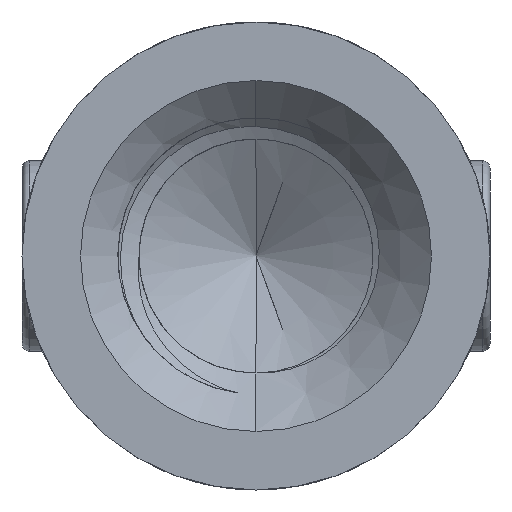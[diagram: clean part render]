
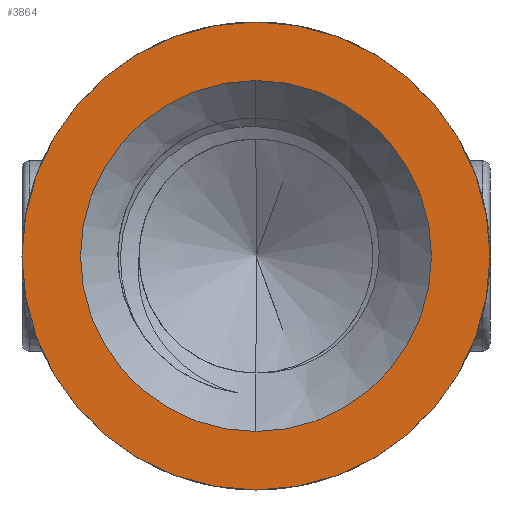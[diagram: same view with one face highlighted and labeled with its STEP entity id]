
A CAD part, left-side view. The second image highlights one B-rep face of the part: STEP entity #3864.
In plain terms, the highlighted planar face has unit normal (-1, 0, 0).
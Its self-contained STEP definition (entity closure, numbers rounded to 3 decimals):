
#195 = CARTESIAN_POINT ( 'NONE',  ( -41.635, 0., 4.5 ) ) ;
#752 = CIRCLE ( 'NONE', #4832, 6. ) ;
#822 = VERTEX_POINT ( 'NONE', #5609 ) ;
#974 = EDGE_CURVE ( 'NONE', #1913, #822, #1753, .T. ) ;
#1199 = EDGE_CURVE ( 'NONE', #1291, #4581, #752, .T. ) ;
#1236 = DIRECTION ( 'NONE',  ( 0., 0., -1. ) ) ;
#1291 = VERTEX_POINT ( 'NONE', #6043 ) ;
#1293 = CARTESIAN_POINT ( 'NONE',  ( -41.635, 0., 0. ) ) ;
#1462 = DIRECTION ( 'NONE',  ( 0., 0., -1. ) ) ;
#1540 = ORIENTED_EDGE ( 'NONE', *, *, #974, .T. ) ;
#1736 = ORIENTED_EDGE ( 'NONE', *, *, #1740, .T. ) ;
#1740 = EDGE_CURVE ( 'NONE', #822, #1913, #3837, .T. ) ;
#1753 = CIRCLE ( 'NONE', #2846, 4.5 ) ;
#1913 = VERTEX_POINT ( 'NONE', #195 ) ;
#1922 = CARTESIAN_POINT ( 'NONE',  ( -41.635, 0., 0. ) ) ;
#1924 = CARTESIAN_POINT ( 'NONE',  ( -41.635, 0., 0. ) ) ;
#1983 = AXIS2_PLACEMENT_3D ( 'NONE', #2339, #2375, #4330 ) ;
#2000 = ORIENTED_EDGE ( 'NONE', *, *, #5454, .F. ) ;
#2227 = ORIENTED_EDGE ( 'NONE', *, *, #1199, .F. ) ;
#2264 = EDGE_LOOP ( 'NONE', ( #1540, #1736 ) ) ;
#2339 = CARTESIAN_POINT ( 'NONE',  ( -41.635, 0., 0. ) ) ;
#2375 = DIRECTION ( 'NONE',  ( 1., 0., 0. ) ) ;
#2751 = AXIS2_PLACEMENT_3D ( 'NONE', #3302, #5165, #3760 ) ;
#2798 = FACE_OUTER_BOUND ( 'NONE', #5752, .T. ) ;
#2846 = AXIS2_PLACEMENT_3D ( 'NONE', #1922, #5729, #1462 ) ;
#2930 = DIRECTION ( 'NONE',  ( 0., 0., -1. ) ) ;
#3268 = FACE_BOUND ( 'NONE', #2264, .T. ) ;
#3302 = CARTESIAN_POINT ( 'NONE',  ( -41.635, 0., 0. ) ) ;
#3760 = DIRECTION ( 'NONE',  ( 0., 0., -1. ) ) ;
#3822 = DIRECTION ( 'NONE',  ( 1., 0., 0. ) ) ;
#3837 = CIRCLE ( 'NONE', #6041, 4.5 ) ;
#3864 = ADVANCED_FACE ( 'NONE', ( #3268, #2798 ), #6141, .F. ) ;
#3872 = CARTESIAN_POINT ( 'NONE',  ( -41.635, 0., 6. ) ) ;
#4000 = DIRECTION ( 'NONE',  ( 1., 0., 0. ) ) ;
#4330 = DIRECTION ( 'NONE',  ( 0., 0., -1. ) ) ;
#4581 = VERTEX_POINT ( 'NONE', #3872 ) ;
#4832 = AXIS2_PLACEMENT_3D ( 'NONE', #1293, #4000, #1236 ) ;
#5062 = CIRCLE ( 'NONE', #1983, 6. ) ;
#5165 = DIRECTION ( 'NONE',  ( 1., 0., 0. ) ) ;
#5454 = EDGE_CURVE ( 'NONE', #4581, #1291, #5062, .T. ) ;
#5609 = CARTESIAN_POINT ( 'NONE',  ( -41.635, 0., -4.5 ) ) ;
#5729 = DIRECTION ( 'NONE',  ( 1., 0., 0. ) ) ;
#5752 = EDGE_LOOP ( 'NONE', ( #2227, #2000 ) ) ;
#6041 = AXIS2_PLACEMENT_3D ( 'NONE', #1924, #3822, #2930 ) ;
#6043 = CARTESIAN_POINT ( 'NONE',  ( -41.635, 0., -6. ) ) ;
#6141 = PLANE ( 'NONE',  #2751 ) ;
